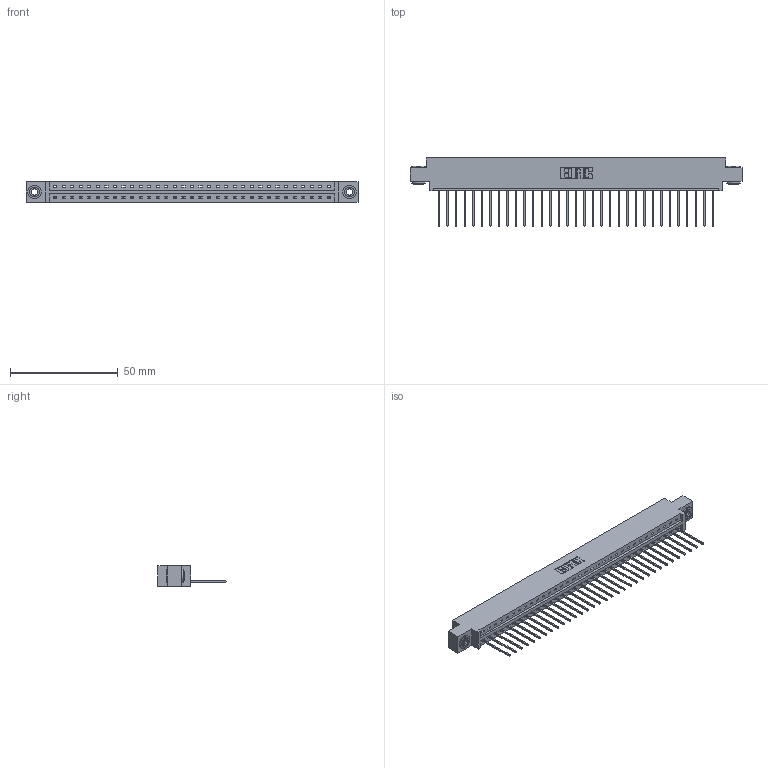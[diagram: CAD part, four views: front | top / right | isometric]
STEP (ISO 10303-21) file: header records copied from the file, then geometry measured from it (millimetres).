
FILE_DESCRIPTION (( 'STEP AP203' ), '1' );
FILE_NAME ('337-033-542-603.STEP', '2019-10-01T10:59:48', ( '' ), ( '' ), 'SwSTEP 2.0', 'SolidWorks 2016', '' );
FILE_SCHEMA (( 'CONFIG_CONTROL_DESIGN' ));
Length unit declared in the file: inch
Products named in the file (4): 337 Part_0.170 Offset - 0.156 Dia-TH; 345-250-002_345-250-002-102; 337-033-542-603; 345-292-001_345-293-142
Assembly tree (36 placements, depth 2):
  337-033-542-603
    337 Part_0.170 Offset - 0.156 Dia-TH
    345-292-001_345-293-142  x33
    345-250-002_345-250-002-102  x2
Bounding box: 153.77 x 31.63 x 9.4 mm (x, y, z)
Volume: 15844.7 mm3; surface area: 17135.2 mm2
Topology: 36 solids, 36 shells, 2202 faces, 6603 edges, 4354 vertices
Faces by surface type: plane 1602, cylinder 592, cone 8
Entity records: 26494 total; most frequent: CARTESIAN_POINT 4592, ORIENTED_EDGE 4554, DIRECTION 3917, EDGE_CURVE 2277, LINE 2125, VECTOR 2125, VERTEX_POINT 1514, AXIS2_PLACEMENT_3D 896
